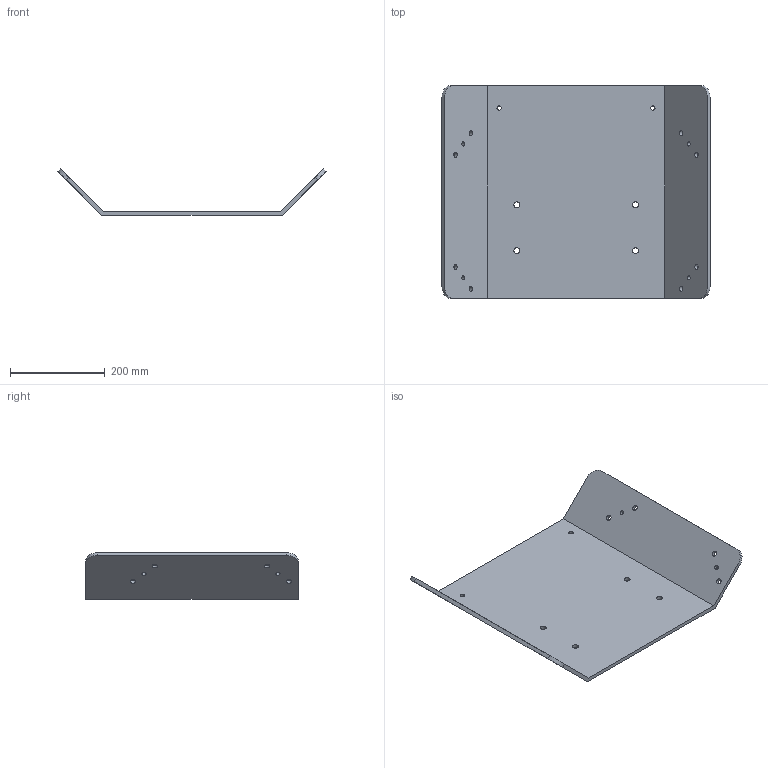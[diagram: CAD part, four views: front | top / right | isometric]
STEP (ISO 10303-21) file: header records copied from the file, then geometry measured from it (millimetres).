
FILE_DESCRIPTION(/* description */ (''),/* implementation_level */ '2;1');
FILE_NAME(/* name */ 'plaque_4 v1.step',/* time_stamp */ '2020-02-26T23:16:21+01:00',/* author */ (''),/* organization */ (''),/* preprocessor_version */ 'ST-DEVELOPER v18',/* originating_system */ 'Autodesk Translation Framework v8.12.0.6',/* authorisation */ '');
FILE_SCHEMA (('AUTOMOTIVE_DESIGN { 1 0 10303 214 3 1 1 }'));
Length unit declared in the file: millimetre
Products named in the file (1): plaque_4
Bounding box: 566.57 x 450 x 98.33 mm (x, y, z)
Volume: 2274861.3 mm3; surface area: 590579.9 mm2
Topology: 1 solids, 1 shells, 32 faces, 92 edges, 62 vertices
Faces by surface type: cylinder 22, plane 10
Full cylindrical faces by diameter (mm): 9 x6, 11 x8, 12.45 x4
Entity records: 1183 total; most frequent: DIRECTION 204, CARTESIAN_POINT 187, ORIENTED_EDGE 184, EDGE_CURVE 92, AXIS2_PLACEMENT_3D 79, EDGE_LOOP 68, VERTEX_POINT 62, LINE 46
